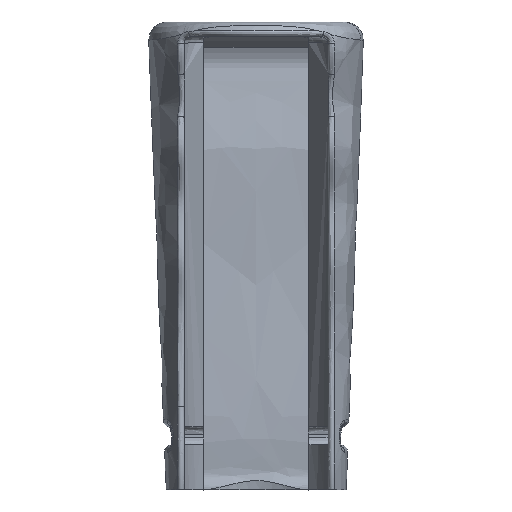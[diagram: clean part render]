
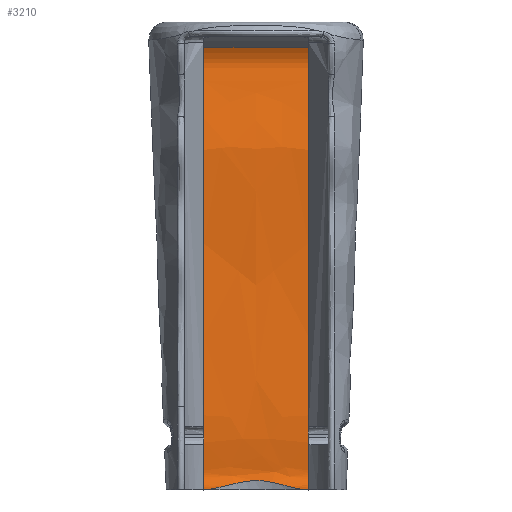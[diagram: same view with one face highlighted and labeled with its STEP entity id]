
A CAD part, front view. The second image highlights one B-rep face of the part: STEP entity #3210.
In plain terms, the highlighted free-form (B-spline) face has degree [3, 1] with [15, 2] control points.
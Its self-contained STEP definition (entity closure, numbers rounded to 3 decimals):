
#3129 = VERTEX_POINT('',#3130);
#3130 = CARTESIAN_POINT('',(29.391,108.388,
    -141.887));
#3135 = EDGE_CURVE('',#3136,#3129,#3138,.T.);
#3136 = VERTEX_POINT('',#3137);
#3137 = CARTESIAN_POINT('',(28.918,108.388,
    -141.887));
#3138 = B_SPLINE_CURVE_WITH_KNOTS('',1,(#3139,#3140),.UNSPECIFIED.,.F.,
  .F.,(2,2),(-0.466,0.),
  .PIECEWISE_BEZIER_KNOTS.);
#3139 = CARTESIAN_POINT('',(28.918,108.388,
    -141.887));
#3140 = CARTESIAN_POINT('',(29.391,108.388,
    -141.887));
#3143 = VERTEX_POINT('',#3144);
#3144 = CARTESIAN_POINT('',(0.473,108.388,
    -141.887));
#3151 = EDGE_CURVE('',#3152,#3143,#3154,.T.);
#3152 = VERTEX_POINT('',#3153);
#3153 = CARTESIAN_POINT('',(0.,108.388,-141.887));
#3154 = B_SPLINE_CURVE_WITH_KNOTS('',1,(#3155,#3156),.UNSPECIFIED.,.F.,
  .F.,(2,2),(-29.,-28.534),.PIECEWISE_BEZIER_KNOTS.);
#3155 = CARTESIAN_POINT('',(0.,108.388,-141.887));
#3156 = CARTESIAN_POINT('',(0.473,108.388,
    -141.887));
#3210 = ADVANCED_FACE('',(#3211),#3289,.T.);
#3211 = FACE_BOUND('',#3212,.T.);
#3212 = EDGE_LOOP('',(#3213,#3214,#3243,#3244,#3264,#3271));
#3213 = ORIENTED_EDGE('',*,*,#3151,.T.);
#3214 = ORIENTED_EDGE('',*,*,#3215,.T.);
#3215 = EDGE_CURVE('',#3143,#3136,#3216,.T.);
#3216 = B_SPLINE_CURVE_WITH_KNOTS('',3,(#3217,#3218,#3219,#3220,#3221,
    #3222,#3223,#3224,#3225,#3226,#3227,#3228,#3229,#3230,#3231,#3232,
    #3233,#3234,#3235,#3236,#3237,#3238,#3239,#3240,#3241,#3242),
  .UNSPECIFIED.,.F.,.F.,(4,2,2,2,2,2,2,2,2,2,2,2,4),(0.,
    0.004,0.006,0.008,
    0.011,0.013,0.015,
    0.017,0.019,0.023,
    0.025,0.027,0.031),
  .UNSPECIFIED.);
#3217 = CARTESIAN_POINT('',(0.473,108.388,
    -141.887));
#3218 = CARTESIAN_POINT('',(1.47,109.225,
    -141.736));
#3219 = CARTESIAN_POINT('',(2.527,109.947,
    -141.541));
#3220 = CARTESIAN_POINT('',(4.196,110.868,
    -141.185));
#3221 = CARTESIAN_POINT('',(4.766,111.148,
    -141.056));
#3222 = CARTESIAN_POINT('',(5.936,111.653,
    -140.779));
#3223 = CARTESIAN_POINT('',(6.534,111.878,
    -140.631));
#3224 = CARTESIAN_POINT('',(8.34,112.464,
    -140.18));
#3225 = CARTESIAN_POINT('',(9.567,112.741,
    -139.868));
#3226 = CARTESIAN_POINT('',(11.465,113.016,
    -139.505));
#3227 = CARTESIAN_POINT('',(12.111,113.084,
    -139.402));
#3228 = CARTESIAN_POINT('',(13.403,113.174,
    -139.262));
#3229 = CARTESIAN_POINT('',(14.049,113.195,
    -139.225));
#3230 = CARTESIAN_POINT('',(15.338,113.195,
    -139.225));
#3231 = CARTESIAN_POINT('',(15.982,113.174,
    -139.262));
#3232 = CARTESIAN_POINT('',(17.27,113.085,
    -139.401));
#3233 = CARTESIAN_POINT('',(17.916,113.017,
    -139.504));
#3234 = CARTESIAN_POINT('',(19.816,112.743,
    -139.866));
#3235 = CARTESIAN_POINT('',(21.041,112.466,-140.178
    ));
#3236 = CARTESIAN_POINT('',(22.836,111.885,
    -140.626));
#3237 = CARTESIAN_POINT('',(23.428,111.664,
    -140.772));
#3238 = CARTESIAN_POINT('',(24.598,111.16,
    -141.049));
#3239 = CARTESIAN_POINT('',(25.177,110.877,
    -141.181));
#3240 = CARTESIAN_POINT('',(26.859,109.95,
    -141.54));
#3241 = CARTESIAN_POINT('',(27.92,109.225,
    -141.736));
#3242 = CARTESIAN_POINT('',(28.918,108.388,
    -141.887));
#3243 = ORIENTED_EDGE('',*,*,#3135,.T.);
#3244 = ORIENTED_EDGE('',*,*,#3245,.T.);
#3245 = EDGE_CURVE('',#3129,#3246,#3248,.T.);
#3246 = VERTEX_POINT('',#3247);
#3247 = CARTESIAN_POINT('',(29.391,119.508,
    -17.174));
#3248 = B_SPLINE_CURVE_WITH_KNOTS('',3,(#3249,#3250,#3251,#3252,#3253,
    #3254,#3255,#3256,#3257,#3258,#3259,#3260,#3261,#3262,#3263),
  .UNSPECIFIED.,.F.,.F.,(4,1,2,1,2,1,2,1,1,4),(1.844,
    2.153,2.709,3.615,4.379,
    5.077,5.626,6.538,7.269,8.),
  .UNSPECIFIED.);
#3249 = CARTESIAN_POINT('',(29.391,108.388,
    -141.887));
#3250 = CARTESIAN_POINT('',(29.391,109.757,
    -141.64));
#3251 = CARTESIAN_POINT('',(29.391,113.035,
    -140.562));
#3252 = CARTESIAN_POINT('',(29.391,113.942,
    -137.984));
#3253 = CARTESIAN_POINT('',(29.391,113.723,
    -133.788));
#3254 = CARTESIAN_POINT('',(29.391,111.806,
    -125.162));
#3255 = CARTESIAN_POINT('',(29.391,115.911,
    -94.));
#3256 = CARTESIAN_POINT('',(29.391,117.204,
    -68.086));
#3257 = CARTESIAN_POINT('',(29.391,115.071,
    -46.75));
#3258 = CARTESIAN_POINT('',(29.391,118.305,
    -37.623));
#3259 = CARTESIAN_POINT('',(29.391,119.989,
    -30.16));
#3260 = CARTESIAN_POINT('',(29.391,119.871,
    -28.422));
#3261 = CARTESIAN_POINT('',(29.391,121.39,
    -22.361));
#3262 = CARTESIAN_POINT('',(29.391,120.782,
    -19.721));
#3263 = CARTESIAN_POINT('',(29.391,119.508,
    -17.174));
#3264 = ORIENTED_EDGE('',*,*,#3265,.T.);
#3265 = EDGE_CURVE('',#3246,#3266,#3268,.T.);
#3266 = VERTEX_POINT('',#3267);
#3267 = CARTESIAN_POINT('',(0.,119.508,-17.174));
#3268 = B_SPLINE_CURVE_WITH_KNOTS('',1,(#3269,#3270),.UNSPECIFIED.,.F.,
  .F.,(2,2),(0.,29.),.PIECEWISE_BEZIER_KNOTS.);
#3269 = CARTESIAN_POINT('',(29.391,119.508,
    -17.174));
#3270 = CARTESIAN_POINT('',(0.,119.508,-17.174));
#3271 = ORIENTED_EDGE('',*,*,#3272,.F.);
#3272 = EDGE_CURVE('',#3152,#3266,#3273,.T.);
#3273 = B_SPLINE_CURVE_WITH_KNOTS('',3,(#3274,#3275,#3276,#3277,#3278,
    #3279,#3280,#3281,#3282,#3283,#3284,#3285,#3286,#3287,#3288),
  .UNSPECIFIED.,.F.,.F.,(4,1,2,1,2,1,2,1,1,4),(1.844,
    2.153,2.709,3.615,4.379,
    5.077,5.626,6.538,7.269,8.),
  .UNSPECIFIED.);
#3274 = CARTESIAN_POINT('',(0.,108.388,-141.887));
#3275 = CARTESIAN_POINT('',(0.,109.757,-141.64));
#3276 = CARTESIAN_POINT('',(0.,113.035,-140.562));
#3277 = CARTESIAN_POINT('',(0.,113.942,-137.984));
#3278 = CARTESIAN_POINT('',(0.,113.723,-133.788));
#3279 = CARTESIAN_POINT('',(0.,111.806,-125.162));
#3280 = CARTESIAN_POINT('',(0.,115.911,-94.));
#3281 = CARTESIAN_POINT('',(0.,117.204,-68.086));
#3282 = CARTESIAN_POINT('',(0.,115.071,-46.75));
#3283 = CARTESIAN_POINT('',(0.,118.305,-37.623));
#3284 = CARTESIAN_POINT('',(0.,119.989,-30.16));
#3285 = CARTESIAN_POINT('',(0.,119.871,-28.422));
#3286 = CARTESIAN_POINT('',(0.,121.39,-22.361));
#3287 = CARTESIAN_POINT('',(0.,120.782,-19.721));
#3288 = CARTESIAN_POINT('',(0.,119.508,-17.174));
#3289 = B_SPLINE_SURFACE_WITH_KNOTS('',3,1,(
    (#3290,#3291)
    ,(#3292,#3293)
    ,(#3294,#3295)
    ,(#3296,#3297)
    ,(#3298,#3299)
    ,(#3300,#3301)
    ,(#3302,#3303)
    ,(#3304,#3305)
    ,(#3306,#3307)
    ,(#3308,#3309)
    ,(#3310,#3311)
    ,(#3312,#3313)
    ,(#3314,#3315)
    ,(#3316,#3317)
    ,(#3318,#3319
    )),.UNSPECIFIED.,.F.,.F.,.F.,(4,1,2,1,2,1,2,1,1,4),(2,2),(
    1.844,2.153,2.709,3.615,
    4.379,5.077,5.626,6.538,
    7.269,8.),(0.,1.),.UNSPECIFIED.);
#3290 = CARTESIAN_POINT('',(29.391,108.388,
    -141.887));
#3291 = CARTESIAN_POINT('',(0.,108.388,
    -141.887));
#3292 = CARTESIAN_POINT('',(29.391,109.757,
    -141.64));
#3293 = CARTESIAN_POINT('',(0.,109.757,
    -141.64));
#3294 = CARTESIAN_POINT('',(29.391,113.035,
    -140.562));
#3295 = CARTESIAN_POINT('',(0.,113.035,
    -140.562));
#3296 = CARTESIAN_POINT('',(29.391,113.942,
    -137.984));
#3297 = CARTESIAN_POINT('',(0.,113.942,
    -137.984));
#3298 = CARTESIAN_POINT('',(29.391,113.723,
    -133.788));
#3299 = CARTESIAN_POINT('',(0.,113.723,
    -133.788));
#3300 = CARTESIAN_POINT('',(29.391,111.806,
    -125.162));
#3301 = CARTESIAN_POINT('',(0.,111.806,
    -125.162));
#3302 = CARTESIAN_POINT('',(29.391,115.911,
    -94.));
#3303 = CARTESIAN_POINT('',(0.,115.911,
    -94.));
#3304 = CARTESIAN_POINT('',(29.391,117.204,
    -68.086));
#3305 = CARTESIAN_POINT('',(0.,117.204,
    -68.086));
#3306 = CARTESIAN_POINT('',(29.391,115.071,
    -46.75));
#3307 = CARTESIAN_POINT('',(0.,115.071,
    -46.75));
#3308 = CARTESIAN_POINT('',(29.391,118.305,
    -37.623));
#3309 = CARTESIAN_POINT('',(0.,118.305,
    -37.623));
#3310 = CARTESIAN_POINT('',(29.391,119.989,
    -30.16));
#3311 = CARTESIAN_POINT('',(0.,119.989,
    -30.16));
#3312 = CARTESIAN_POINT('',(29.391,119.871,
    -28.422));
#3313 = CARTESIAN_POINT('',(0.,119.871,
    -28.422));
#3314 = CARTESIAN_POINT('',(29.391,121.39,
    -22.361));
#3315 = CARTESIAN_POINT('',(0.,121.39,
    -22.361));
#3316 = CARTESIAN_POINT('',(29.391,120.782,
    -19.721));
#3317 = CARTESIAN_POINT('',(0.,120.782,
    -19.721));
#3318 = CARTESIAN_POINT('',(29.391,119.508,
    -17.174));
#3319 = CARTESIAN_POINT('',(0.,119.508,
    -17.174));
